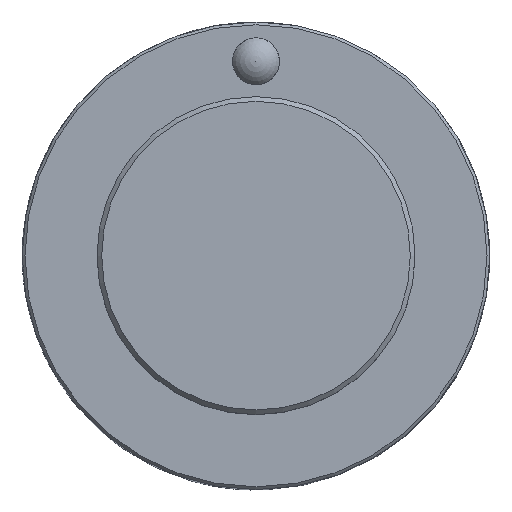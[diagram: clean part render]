
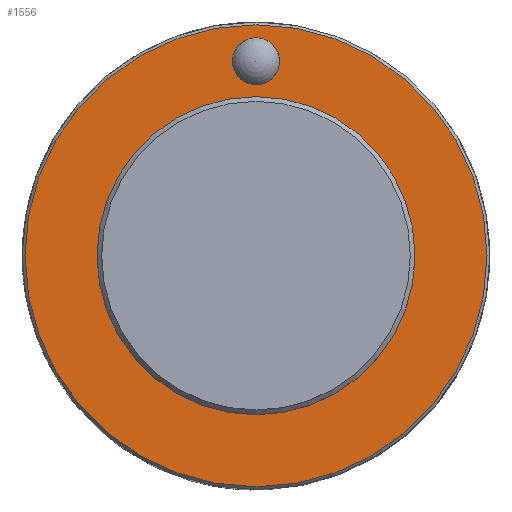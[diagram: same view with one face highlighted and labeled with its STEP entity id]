
A CAD part, top view. The second image highlights one B-rep face of the part: STEP entity #1556.
In plain terms, the highlighted planar face has unit normal (0, 0, 1).
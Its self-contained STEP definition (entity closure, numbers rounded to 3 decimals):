
#1241=PLANE('',#5335);
#1485=FACE_BOUND('',#2084,.T.);
#1486=FACE_BOUND('',#2085,.T.);
#1487=FACE_BOUND('',#2086,.T.);
#1556=ADVANCED_FACE('',(#1485,#1486,#1487),#1241,.T.);
#2084=EDGE_LOOP('',(#2399));
#2085=EDGE_LOOP('',(#2400));
#2086=EDGE_LOOP('',(#2401));
#2399=ORIENTED_EDGE('',*,*,#4401,.T.);
#2400=ORIENTED_EDGE('',*,*,#4402,.F.);
#2401=ORIENTED_EDGE('',*,*,#4403,.T.);
#3891=VERTEX_POINT('',#7227);
#3892=VERTEX_POINT('',#7229);
#3893=VERTEX_POINT('',#7231);
#4401=EDGE_CURVE('',#3891,#3891,#5147,.T.);
#4402=EDGE_CURVE('',#3892,#3892,#5148,.T.);
#4403=EDGE_CURVE('',#3893,#3893,#5149,.T.);
#5147=CIRCLE('',#5332,2.504);
#5148=CIRCLE('',#5333,17.);
#5149=CIRCLE('',#5334,24.7);
#5332=AXIS2_PLACEMENT_3D('',#7226,#5779,#5780);
#5333=AXIS2_PLACEMENT_3D('',#7228,#5781,#5782);
#5334=AXIS2_PLACEMENT_3D('',#7230,#5783,#5784);
#5335=AXIS2_PLACEMENT_3D('',#7232,#5785,#5786);
#5779=DIRECTION('',(0.,0.,-1.));
#5780=DIRECTION('',(1.,0.,0.));
#5781=DIRECTION('',(0.,0.,1.));
#5782=DIRECTION('',(1.,0.,0.));
#5783=DIRECTION('',(0.,0.,1.));
#5784=DIRECTION('',(1.,0.,0.));
#5785=DIRECTION('',(0.,0.,1.));
#5786=DIRECTION('',(1.,0.,0.));
#7226=CARTESIAN_POINT('',(0.,20.8,0.));
#7227=CARTESIAN_POINT('',(2.504,20.8,0.));
#7228=CARTESIAN_POINT('',(0.,0.,0.));
#7229=CARTESIAN_POINT('',(17.,0.,0.));
#7230=CARTESIAN_POINT('',(0.,0.,0.));
#7231=CARTESIAN_POINT('',(24.7,0.,0.));
#7232=CARTESIAN_POINT('',(0.,0.,0.));
